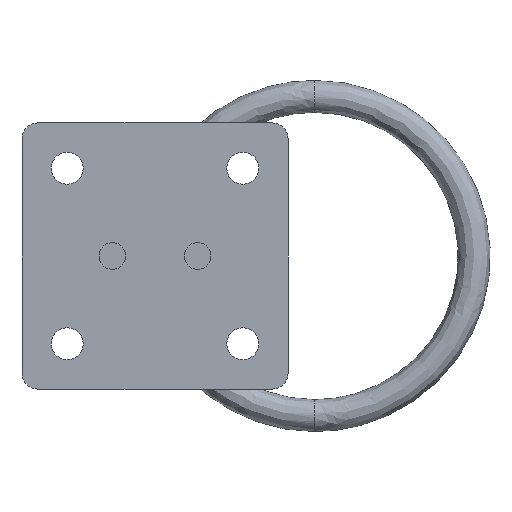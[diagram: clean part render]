
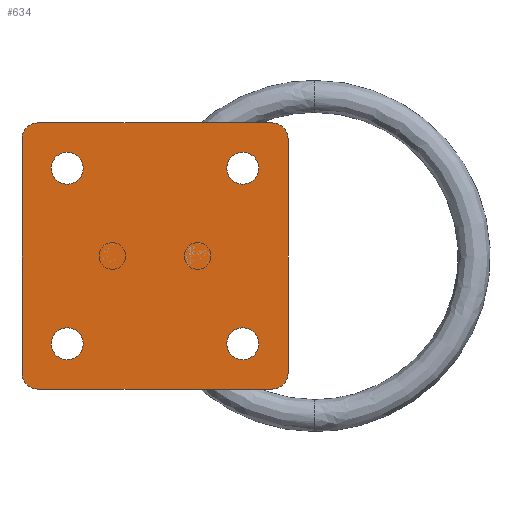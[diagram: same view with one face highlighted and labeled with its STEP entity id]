
A CAD part, front view. The second image highlights one B-rep face of the part: STEP entity #634.
In plain terms, the highlighted planar face has unit normal (0, -1, 0).
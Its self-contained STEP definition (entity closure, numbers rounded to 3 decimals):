
#16 = AXIS2_PLACEMENT_3D ( 'NONE', #107, #299, #2545 ) ;
#20 = DIRECTION ( 'NONE',  ( 0., 0., 1. ) ) ;
#46 = ORIENTED_EDGE ( 'NONE', *, *, #1616, .F. ) ;
#56 = CARTESIAN_POINT ( 'NONE',  ( -22., 0., 25. ) ) ;
#80 = CIRCLE ( 'NONE', #1020, 3. ) ;
#84 = CARTESIAN_POINT ( 'NONE',  ( 25., 0., 22. ) ) ;
#87 = VERTEX_POINT ( 'NONE', #636 ) ;
#95 = CIRCLE ( 'NONE', #1189, 3. ) ;
#107 = CARTESIAN_POINT ( 'NONE',  ( -22., 0., 22. ) ) ;
#120 = EDGE_LOOP ( 'NONE', ( #2336, #2105, #46, #940, #1495, #2197, #2037, #720 ) ) ;
#158 = CARTESIAN_POINT ( 'NONE',  ( 16.5, 0., 16.5 ) ) ;
#175 = DIRECTION ( 'NONE',  ( 0., 1., 0. ) ) ;
#190 = LINE ( 'NONE', #885, #551 ) ;
#195 = CARTESIAN_POINT ( 'NONE',  ( 22., 0., 22. ) ) ;
#200 = AXIS2_PLACEMENT_3D ( 'NONE', #598, #422, #20 ) ;
#201 = ORIENTED_EDGE ( 'NONE', *, *, #2616, .T. ) ;
#230 = FACE_BOUND ( 'NONE', #1261, .T. ) ;
#263 = CARTESIAN_POINT ( 'NONE',  ( 16.5, 0., 19.5 ) ) ;
#299 = DIRECTION ( 'NONE',  ( 0., -1., 0. ) ) ;
#326 = EDGE_CURVE ( 'NONE', #2045, #1972, #1921, .T. ) ;
#334 = DIRECTION ( 'NONE',  ( 0., 0., 1. ) ) ;
#335 = FACE_BOUND ( 'NONE', #1847, .T. ) ;
#422 = DIRECTION ( 'NONE',  ( 0., 1., 0. ) ) ;
#433 = VERTEX_POINT ( 'NONE', #56 ) ;
#486 = ORIENTED_EDGE ( 'NONE', *, *, #1254, .T. ) ;
#493 = AXIS2_PLACEMENT_3D ( 'NONE', #195, #1009, #1843 ) ;
#509 = CARTESIAN_POINT ( 'NONE',  ( 25., 0., -25. ) ) ;
#519 = CARTESIAN_POINT ( 'NONE',  ( 0., 0., 0. ) ) ;
#541 = DIRECTION ( 'NONE',  ( 0., -1., 0. ) ) ;
#551 = VECTOR ( 'NONE', #1738, 1000. ) ;
#576 = CARTESIAN_POINT ( 'NONE',  ( 16.5, 0., 13.5 ) ) ;
#589 = VERTEX_POINT ( 'NONE', #2360 ) ;
#598 = CARTESIAN_POINT ( 'NONE',  ( -16.5, 0., -16.5 ) ) ;
#634 = ADVANCED_FACE ( 'NONE', ( #2029, #335, #2440, #230, #1089 ), #1546, .F. ) ;
#636 = CARTESIAN_POINT ( 'NONE',  ( 22., 0., -25. ) ) ;
#683 = DIRECTION ( 'NONE',  ( 0., 0., 1. ) ) ;
#692 = CIRCLE ( 'NONE', #2370, 3. ) ;
#720 = ORIENTED_EDGE ( 'NONE', *, *, #1520, .T. ) ;
#723 = DIRECTION ( 'NONE',  ( 0., 0., 1. ) ) ;
#768 = EDGE_CURVE ( 'NONE', #1394, #1947, #80, .T. ) ;
#785 = EDGE_CURVE ( 'NONE', #1799, #2237, #2556, .T. ) ;
#795 = DIRECTION ( 'NONE',  ( 0., 1., 0. ) ) ;
#796 = CARTESIAN_POINT ( 'NONE',  ( -25., 0., 25. ) ) ;
#807 = AXIS2_PLACEMENT_3D ( 'NONE', #2024, #175, #1804 ) ;
#820 = CIRCLE ( 'NONE', #807, 3. ) ;
#826 = CARTESIAN_POINT ( 'NONE',  ( -16.5, 0., 13.5 ) ) ;
#865 = DIRECTION ( 'NONE',  ( 0., 1., 0. ) ) ;
#885 = CARTESIAN_POINT ( 'NONE',  ( -25., 0., -25. ) ) ;
#886 = DIRECTION ( 'NONE',  ( 0., 0., 1. ) ) ;
#940 = ORIENTED_EDGE ( 'NONE', *, *, #1800, .T. ) ;
#953 = EDGE_CURVE ( 'NONE', #433, #2297, #1713, .T. ) ;
#990 = CIRCLE ( 'NONE', #200, 3. ) ;
#992 = VERTEX_POINT ( 'NONE', #576 ) ;
#1009 = DIRECTION ( 'NONE',  ( 0., -1., 0. ) ) ;
#1020 = AXIS2_PLACEMENT_3D ( 'NONE', #1343, #1777, #334 ) ;
#1050 = EDGE_CURVE ( 'NONE', #1947, #1394, #820, .T. ) ;
#1062 = CARTESIAN_POINT ( 'NONE',  ( -16.5, 0., -16.5 ) ) ;
#1064 = ORIENTED_EDGE ( 'NONE', *, *, #2474, .T. ) ;
#1081 = DIRECTION ( 'NONE',  ( 0., 0., -1. ) ) ;
#1089 = FACE_OUTER_BOUND ( 'NONE', #120, .T. ) ;
#1189 = AXIS2_PLACEMENT_3D ( 'NONE', #2588, #2255, #1445 ) ;
#1195 = VECTOR ( 'NONE', #1081, 1000. ) ;
#1198 = DIRECTION ( 'NONE',  ( 1., 0., 0. ) ) ;
#1231 = VERTEX_POINT ( 'NONE', #2063 ) ;
#1254 = EDGE_CURVE ( 'NONE', #1972, #2045, #990, .T. ) ;
#1261 = EDGE_LOOP ( 'NONE', ( #1696, #201 ) ) ;
#1293 = EDGE_LOOP ( 'NONE', ( #2560, #1064 ) ) ;
#1325 = AXIS2_PLACEMENT_3D ( 'NONE', #2187, #541, #2392 ) ;
#1342 = CARTESIAN_POINT ( 'NONE',  ( -16.5, 0., 19.5 ) ) ;
#1343 = CARTESIAN_POINT ( 'NONE',  ( -16.5, 0., 16.5 ) ) ;
#1348 = CIRCLE ( 'NONE', #1953, 3. ) ;
#1358 = AXIS2_PLACEMENT_3D ( 'NONE', #158, #795, #2007 ) ;
#1362 = EDGE_LOOP ( 'NONE', ( #2263, #486 ) ) ;
#1372 = EDGE_CURVE ( 'NONE', #1563, #2297, #1569, .T. ) ;
#1394 = VERTEX_POINT ( 'NONE', #826 ) ;
#1419 = LINE ( 'NONE', #509, #1195 ) ;
#1445 = DIRECTION ( 'NONE',  ( 0., 0., 1. ) ) ;
#1484 = VERTEX_POINT ( 'NONE', #263 ) ;
#1495 = ORIENTED_EDGE ( 'NONE', *, *, #2315, .F. ) ;
#1498 = DIRECTION ( 'NONE',  ( 0., 1., 0. ) ) ;
#1520 = EDGE_CURVE ( 'NONE', #433, #2237, #2188, .T. ) ;
#1546 = PLANE ( 'NONE',  #2157 ) ;
#1563 = VERTEX_POINT ( 'NONE', #84 ) ;
#1569 = CIRCLE ( 'NONE', #493, 3. ) ;
#1592 = CIRCLE ( 'NONE', #1358, 3. ) ;
#1602 = CIRCLE ( 'NONE', #1325, 3. ) ;
#1604 = CARTESIAN_POINT ( 'NONE',  ( -25., 0., 22. ) ) ;
#1616 = EDGE_CURVE ( 'NONE', #87, #1820, #190, .T. ) ;
#1644 = CARTESIAN_POINT ( 'NONE',  ( 16.5, 0., -19.5 ) ) ;
#1671 = AXIS2_PLACEMENT_3D ( 'NONE', #1909, #2359, #886 ) ;
#1696 = ORIENTED_EDGE ( 'NONE', *, *, #1704, .T. ) ;
#1704 = EDGE_CURVE ( 'NONE', #589, #2643, #692, .T. ) ;
#1713 = LINE ( 'NONE', #796, #2631 ) ;
#1738 = DIRECTION ( 'NONE',  ( -1., 0., 0. ) ) ;
#1775 = CARTESIAN_POINT ( 'NONE',  ( -16.5, 0., -19.5 ) ) ;
#1777 = DIRECTION ( 'NONE',  ( 0., 1., 0. ) ) ;
#1792 = DIRECTION ( 'NONE',  ( 0., 0., 1. ) ) ;
#1799 = VERTEX_POINT ( 'NONE', #2535 ) ;
#1800 = EDGE_CURVE ( 'NONE', #87, #1231, #1348, .T. ) ;
#1804 = DIRECTION ( 'NONE',  ( 0., 0., 1. ) ) ;
#1820 = VERTEX_POINT ( 'NONE', #1981 ) ;
#1843 = DIRECTION ( 'NONE',  ( 0., 0., 1. ) ) ;
#1847 = EDGE_LOOP ( 'NONE', ( #2183, #2301 ) ) ;
#1909 = CARTESIAN_POINT ( 'NONE',  ( 16.5, 0., 16.5 ) ) ;
#1913 = CARTESIAN_POINT ( 'NONE',  ( -25., 0., -25. ) ) ;
#1921 = CIRCLE ( 'NONE', #2444, 3. ) ;
#1923 = CARTESIAN_POINT ( 'NONE',  ( 16.5, 0., -16.5 ) ) ;
#1937 = EDGE_CURVE ( 'NONE', #1799, #1820, #1602, .T. ) ;
#1947 = VERTEX_POINT ( 'NONE', #1342 ) ;
#1953 = AXIS2_PLACEMENT_3D ( 'NONE', #2364, #2573, #723 ) ;
#1972 = VERTEX_POINT ( 'NONE', #1775 ) ;
#1981 = CARTESIAN_POINT ( 'NONE',  ( -22., 0., -25. ) ) ;
#2007 = DIRECTION ( 'NONE',  ( 0., 0., 1. ) ) ;
#2024 = CARTESIAN_POINT ( 'NONE',  ( -16.5, 0., 16.5 ) ) ;
#2029 = FACE_BOUND ( 'NONE', #1362, .T. ) ;
#2037 = ORIENTED_EDGE ( 'NONE', *, *, #953, .F. ) ;
#2045 = VERTEX_POINT ( 'NONE', #2232 ) ;
#2063 = CARTESIAN_POINT ( 'NONE',  ( 25., 0., -22. ) ) ;
#2080 = DIRECTION ( 'NONE',  ( 0., 0., 1. ) ) ;
#2105 = ORIENTED_EDGE ( 'NONE', *, *, #1937, .T. ) ;
#2157 = AXIS2_PLACEMENT_3D ( 'NONE', #519, #2162, #2369 ) ;
#2162 = DIRECTION ( 'NONE',  ( 0., 1., 0. ) ) ;
#2183 = ORIENTED_EDGE ( 'NONE', *, *, #1050, .T. ) ;
#2187 = CARTESIAN_POINT ( 'NONE',  ( -22., 0., -22. ) ) ;
#2188 = CIRCLE ( 'NONE', #16, 3. ) ;
#2192 = VECTOR ( 'NONE', #1792, 1000. ) ;
#2197 = ORIENTED_EDGE ( 'NONE', *, *, #1372, .T. ) ;
#2232 = CARTESIAN_POINT ( 'NONE',  ( -16.5, 0., -13.5 ) ) ;
#2237 = VERTEX_POINT ( 'NONE', #1604 ) ;
#2251 = EDGE_CURVE ( 'NONE', #1484, #992, #2568, .T. ) ;
#2255 = DIRECTION ( 'NONE',  ( 0., 1., 0. ) ) ;
#2263 = ORIENTED_EDGE ( 'NONE', *, *, #326, .T. ) ;
#2297 = VERTEX_POINT ( 'NONE', #2331 ) ;
#2301 = ORIENTED_EDGE ( 'NONE', *, *, #768, .T. ) ;
#2315 = EDGE_CURVE ( 'NONE', #1563, #1231, #1419, .T. ) ;
#2331 = CARTESIAN_POINT ( 'NONE',  ( 22., 0., 25. ) ) ;
#2336 = ORIENTED_EDGE ( 'NONE', *, *, #785, .F. ) ;
#2359 = DIRECTION ( 'NONE',  ( 0., 1., 0. ) ) ;
#2360 = CARTESIAN_POINT ( 'NONE',  ( 16.5, 0., -13.5 ) ) ;
#2364 = CARTESIAN_POINT ( 'NONE',  ( 22., 0., -22. ) ) ;
#2369 = DIRECTION ( 'NONE',  ( 0., 0., 1. ) ) ;
#2370 = AXIS2_PLACEMENT_3D ( 'NONE', #1923, #1498, #683 ) ;
#2392 = DIRECTION ( 'NONE',  ( 0., 0., 1. ) ) ;
#2440 = FACE_BOUND ( 'NONE', #1293, .T. ) ;
#2444 = AXIS2_PLACEMENT_3D ( 'NONE', #1062, #865, #2080 ) ;
#2474 = EDGE_CURVE ( 'NONE', #992, #1484, #1592, .T. ) ;
#2535 = CARTESIAN_POINT ( 'NONE',  ( -25., 0., -22. ) ) ;
#2545 = DIRECTION ( 'NONE',  ( 0., 0., 1. ) ) ;
#2556 = LINE ( 'NONE', #1913, #2192 ) ;
#2560 = ORIENTED_EDGE ( 'NONE', *, *, #2251, .T. ) ;
#2568 = CIRCLE ( 'NONE', #1671, 3. ) ;
#2573 = DIRECTION ( 'NONE',  ( 0., -1., 0. ) ) ;
#2588 = CARTESIAN_POINT ( 'NONE',  ( 16.5, 0., -16.5 ) ) ;
#2616 = EDGE_CURVE ( 'NONE', #2643, #589, #95, .T. ) ;
#2631 = VECTOR ( 'NONE', #1198, 1000. ) ;
#2643 = VERTEX_POINT ( 'NONE', #1644 ) ;
